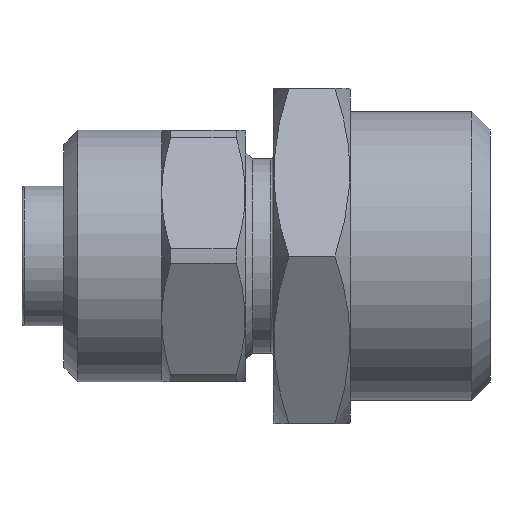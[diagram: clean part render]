
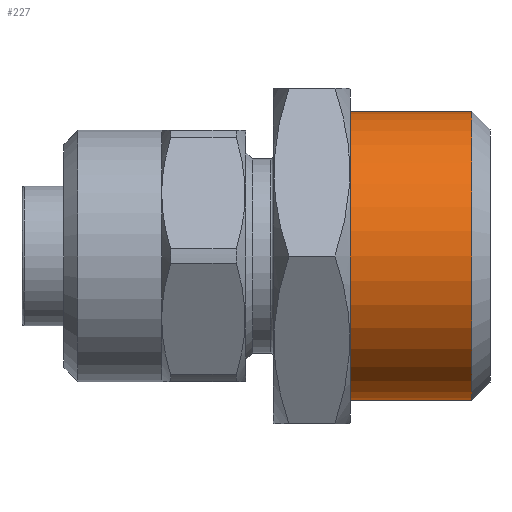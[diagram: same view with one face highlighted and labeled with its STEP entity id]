
A CAD part, left-side view. The second image highlights one B-rep face of the part: STEP entity #227.
In plain terms, the highlighted cylindrical face has radius 10.35 mm (diameter 20.7 mm), a partial arc.
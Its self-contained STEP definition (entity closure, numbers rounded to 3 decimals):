
#117 = EDGE_CURVE ( 'NONE', #2185, #2186, #2003, .T. ) ;
#118 = EDGE_CURVE ( 'NONE', #2184, #2183, #2001, .T. ) ;
#180 = EDGE_CURVE ( 'NONE', #2186, #2183, #2251, .T. ) ;
#183 = EDGE_CURVE ( 'NONE', #2185, #2184, #2252, .T. ) ;
#227 = ADVANCED_FACE ( 'NONE', ( #2303 ), #2304, .T. ) ;
#303 = AXIS2_PLACEMENT_3D ( 'NONE', #1366, #1367, #1368 ) ;
#315 = ORIENTED_EDGE ( 'NONE', *, *, #118, .F. ) ;
#317 = ORIENTED_EDGE ( 'NONE', *, *, #117, .T. ) ;
#318 = ORIENTED_EDGE ( 'NONE', *, *, #183, .F. ) ;
#319 = ORIENTED_EDGE ( 'NONE', *, *, #180, .T. ) ;
#492 = VECTOR ( 'NONE', #1200, 1000. ) ;
#499 = VECTOR ( 'NONE', #1192, 1000. ) ;
#649 = CARTESIAN_POINT ( 'NONE',  ( 0., 1.3, -10.35 ) ) ;
#650 = CARTESIAN_POINT ( 'NONE',  ( 0., 1.3, 10.35 ) ) ;
#651 = CARTESIAN_POINT ( 'NONE',  ( 0., 10., 10.35 ) ) ;
#652 = CARTESIAN_POINT ( 'NONE',  ( 0., 10., -10.35 ) ) ;
#946 = CARTESIAN_POINT ( 'NONE',  ( 0., 10., 0. ) ) ;
#947 = DIRECTION ( 'NONE',  ( 0., -1., 0. ) ) ;
#948 = DIRECTION ( 'NONE',  ( 0., 0., -1. ) ) ;
#949 = CARTESIAN_POINT ( 'NONE',  ( 0., 1.3, 0. ) ) ;
#950 = DIRECTION ( 'NONE',  ( 0., -1., 0. ) ) ;
#951 = DIRECTION ( 'NONE',  ( 0., 0., -1. ) ) ;
#1191 = CARTESIAN_POINT ( 'NONE',  ( 0., -8.621, -10.35 ) ) ;
#1192 = DIRECTION ( 'NONE',  ( 0., -1., 0. ) ) ;
#1199 = CARTESIAN_POINT ( 'NONE',  ( 0., -8.621, 10.35 ) ) ;
#1200 = DIRECTION ( 'NONE',  ( 0., -1., 0. ) ) ;
#1366 = CARTESIAN_POINT ( 'NONE',  ( 0., -8.621, 0. ) ) ;
#1367 = DIRECTION ( 'NONE',  ( 0., -1., 0. ) ) ;
#1368 = DIRECTION ( 'NONE',  ( 0., 0., -1. ) ) ;
#1844 = EDGE_LOOP ( 'NONE', ( #318, #317, #319, #315 ) ) ;
#2000 = AXIS2_PLACEMENT_3D ( 'NONE', #949, #950, #951 ) ;
#2001 = CIRCLE ( 'NONE', #2000, 10.35 ) ;
#2002 = AXIS2_PLACEMENT_3D ( 'NONE', #946, #947, #948 ) ;
#2003 = CIRCLE ( 'NONE', #2002, 10.35 ) ;
#2183 = VERTEX_POINT ( 'NONE', #649 ) ;
#2184 = VERTEX_POINT ( 'NONE', #650 ) ;
#2185 = VERTEX_POINT ( 'NONE', #651 ) ;
#2186 = VERTEX_POINT ( 'NONE', #652 ) ;
#2251 = LINE ( 'NONE', #1191, #499 ) ;
#2252 = LINE ( 'NONE', #1199, #492 ) ;
#2303 = FACE_OUTER_BOUND ( 'NONE', #1844, .T. ) ;
#2304 = CYLINDRICAL_SURFACE ( 'NONE', #303, 10.35 ) ;
